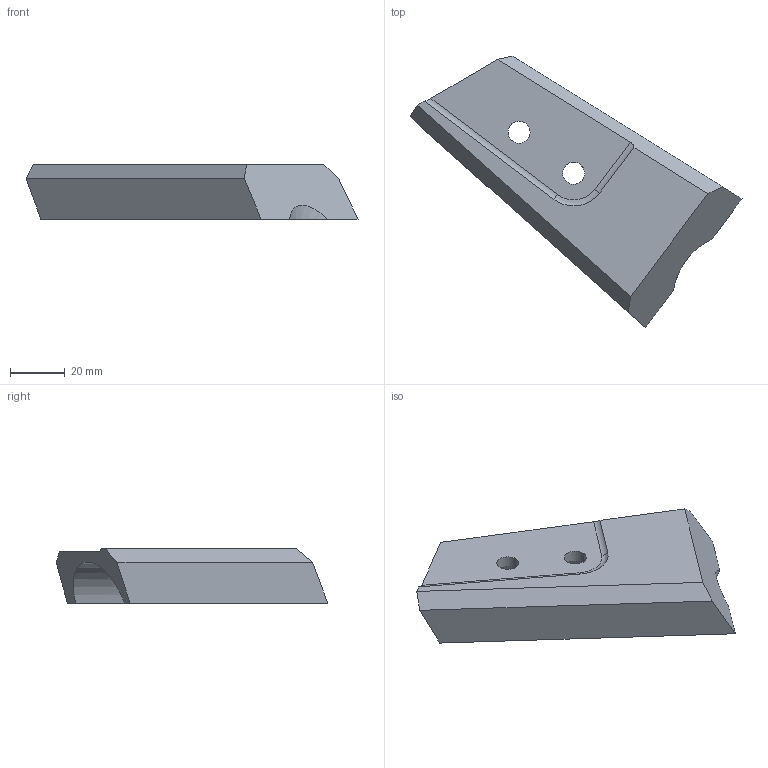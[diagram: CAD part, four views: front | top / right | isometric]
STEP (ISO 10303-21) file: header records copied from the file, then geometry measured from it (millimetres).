
FILE_DESCRIPTION (( 'STEP AP214' ), '1' );
FILE_NAME ('12 - frame plate, left - rear3.STEP', '2016-11-26T22:18:15', ( '' ), ( '' ), 'SwSTEP 2.0', 'SolidWorks 2014', '' );
FILE_SCHEMA (( 'AUTOMOTIVE_DESIGN' ));
Length unit declared in the file: millimetre
Products named in the file (1): 12 - frame plate, left - rear3
Bounding box: 121.78 x 99.65 x 20 mm (x, y, z)
Volume: 59851.3 mm3; surface area: 16879.6 mm2
Topology: 1 solids, 1 shells, 20 faces, 54 edges, 36 vertices
Faces by surface type: plane 10, cylinder 8, bspline 2
Entity records: 1152 total; most frequent: CARTESIAN_POINT 411, ORIENTED_EDGE 108, DIRECTION 89, EDGE_CURVE 54, VERTEX_POINT 36, LINE 33, VECTOR 33, AXIS2_PLACEMENT_3D 28
